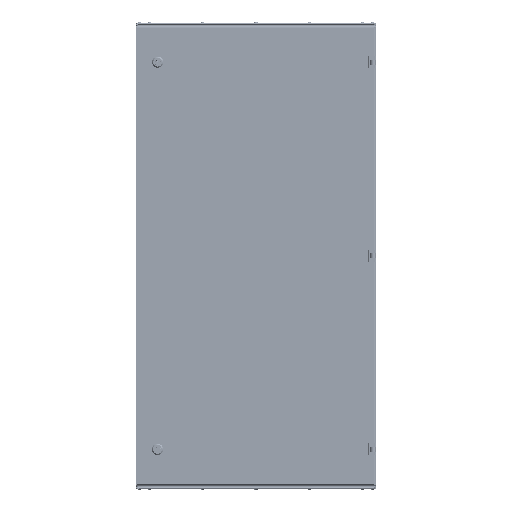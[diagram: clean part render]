
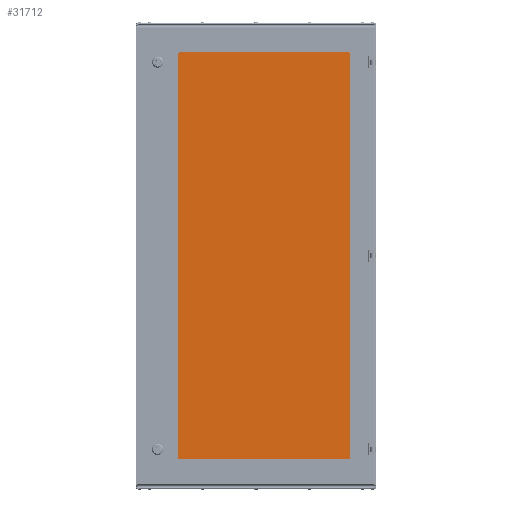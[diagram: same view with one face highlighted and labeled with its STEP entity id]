
A CAD part, top view. The second image highlights one B-rep face of the part: STEP entity #31712.
In plain terms, the highlighted planar face has unit normal (0, 0, 1).
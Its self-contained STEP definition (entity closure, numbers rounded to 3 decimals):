
#155 = VERTEX_POINT ( 'NONE', #86709 ) ;
#1580 = CARTESIAN_POINT ( 'NONE',  ( 217.75, -510.5, 4. ) ) ;
#4006 = AXIS2_PLACEMENT_3D ( 'NONE', #48645, #70231, #77391 ) ;
#5591 = EDGE_CURVE ( 'NONE', #34288, #26742, #19432, .T. ) ;
#5867 = DIRECTION ( 'NONE',  ( 0., 0., 1. ) ) ;
#6189 = PLANE ( 'NONE',  #80433 ) ;
#6282 = AXIS2_PLACEMENT_3D ( 'NONE', #10080, #37452, #17687 ) ;
#6331 = VERTEX_POINT ( 'NONE', #22370 ) ;
#7720 = VECTOR ( 'NONE', #46058, 1000. ) ;
#8967 = EDGE_CURVE ( 'NONE', #62946, #18585, #58255, .T. ) ;
#9997 = DIRECTION ( 'NONE',  ( -1., 0., 0. ) ) ;
#10080 = CARTESIAN_POINT ( 'NONE',  ( 217.75, 510.5, 4. ) ) ;
#11917 = ORIENTED_EDGE ( 'NONE', *, *, #23222, .T. ) ;
#12616 = DIRECTION ( 'NONE',  ( -1., 0., 0. ) ) ;
#13358 = CARTESIAN_POINT ( 'NONE',  ( 0., 0., 4. ) ) ;
#17687 = DIRECTION ( 'NONE',  ( -1., 0., 0. ) ) ;
#18585 = VERTEX_POINT ( 'NONE', #76194 ) ;
#18701 = CARTESIAN_POINT ( 'NONE',  ( -227.75, -520.5, 4. ) ) ;
#19152 = CIRCLE ( 'NONE', #6282, 10. ) ;
#19432 = CIRCLE ( 'NONE', #30913, 10. ) ;
#22370 = CARTESIAN_POINT ( 'NONE',  ( 217.75, 520.5, 4. ) ) ;
#22858 = EDGE_CURVE ( 'NONE', #45606, #6331, #19152, .T. ) ;
#23222 = EDGE_CURVE ( 'NONE', #26742, #45606, #66878, .T. ) ;
#24928 = CARTESIAN_POINT ( 'NONE',  ( -217.75, 520.5, 4. ) ) ;
#26424 = DIRECTION ( 'NONE',  ( 0., 1., 0. ) ) ;
#26742 = VERTEX_POINT ( 'NONE', #57370 ) ;
#26841 = DIRECTION ( 'NONE',  ( 0., 0., -1. ) ) ;
#27838 = CARTESIAN_POINT ( 'NONE',  ( -217.75, -510.5, 4. ) ) ;
#28820 = ORIENTED_EDGE ( 'NONE', *, *, #31782, .T. ) ;
#30194 = CARTESIAN_POINT ( 'NONE',  ( -227.75, 520.5, 4. ) ) ;
#30913 = AXIS2_PLACEMENT_3D ( 'NONE', #1580, #71201, #76592 ) ;
#31604 = ORIENTED_EDGE ( 'NONE', *, *, #22858, .T. ) ;
#31712 = ADVANCED_FACE ( 'NONE', ( #74880 ), #6189, .F. ) ;
#31782 = EDGE_CURVE ( 'NONE', #155, #34288, #78748, .T. ) ;
#33912 = CARTESIAN_POINT ( 'NONE',  ( -227.75, 510.5, 4. ) ) ;
#34288 = VERTEX_POINT ( 'NONE', #35904 ) ;
#34945 = VECTOR ( 'NONE', #9997, 1000. ) ;
#35904 = CARTESIAN_POINT ( 'NONE',  ( 217.75, -520.5, 4. ) ) ;
#36478 = EDGE_CURVE ( 'NONE', #6331, #57752, #58476, .T. ) ;
#37452 = DIRECTION ( 'NONE',  ( 0., 0., 1. ) ) ;
#40309 = CARTESIAN_POINT ( 'NONE',  ( 227.75, -520.5, 4. ) ) ;
#45606 = VERTEX_POINT ( 'NONE', #48426 ) ;
#46058 = DIRECTION ( 'NONE',  ( 0., -1., 0. ) ) ;
#48426 = CARTESIAN_POINT ( 'NONE',  ( 227.75, 510.5, 4. ) ) ;
#48645 = CARTESIAN_POINT ( 'NONE',  ( -217.75, 510.5, 4. ) ) ;
#49567 = EDGE_LOOP ( 'NONE', ( #28820, #84630, #11917, #31604, #81232, #68533, #51440, #67365 ) ) ;
#49807 = CIRCLE ( 'NONE', #4006, 10. ) ;
#51440 = ORIENTED_EDGE ( 'NONE', *, *, #8967, .T. ) ;
#55181 = AXIS2_PLACEMENT_3D ( 'NONE', #27838, #5867, #12616 ) ;
#57370 = CARTESIAN_POINT ( 'NONE',  ( 227.75, -510.5, 4. ) ) ;
#57752 = VERTEX_POINT ( 'NONE', #24928 ) ;
#58097 = CARTESIAN_POINT ( 'NONE',  ( -227.75, -520.5, 4. ) ) ;
#58120 = EDGE_CURVE ( 'NONE', #57752, #62946, #49807, .T. ) ;
#58255 = LINE ( 'NONE', #18701, #7720 ) ;
#58476 = LINE ( 'NONE', #30194, #34945 ) ;
#61805 = VECTOR ( 'NONE', #77418, 1000. ) ;
#62329 = VECTOR ( 'NONE', #26424, 1000. ) ;
#62946 = VERTEX_POINT ( 'NONE', #33912 ) ;
#66878 = LINE ( 'NONE', #40309, #62329 ) ;
#67365 = ORIENTED_EDGE ( 'NONE', *, *, #84085, .T. ) ;
#68150 = DIRECTION ( 'NONE',  ( -1., 0., 0. ) ) ;
#68533 = ORIENTED_EDGE ( 'NONE', *, *, #58120, .T. ) ;
#70231 = DIRECTION ( 'NONE',  ( 0., 0., 1. ) ) ;
#71201 = DIRECTION ( 'NONE',  ( 0., 0., 1. ) ) ;
#72456 = CIRCLE ( 'NONE', #55181, 10. ) ;
#74880 = FACE_OUTER_BOUND ( 'NONE', #49567, .T. ) ;
#76194 = CARTESIAN_POINT ( 'NONE',  ( -227.75, -510.5, 4. ) ) ;
#76592 = DIRECTION ( 'NONE',  ( -1., 0., 0. ) ) ;
#77391 = DIRECTION ( 'NONE',  ( -1., 0., 0. ) ) ;
#77418 = DIRECTION ( 'NONE',  ( 1., 0., 0. ) ) ;
#78748 = LINE ( 'NONE', #58097, #61805 ) ;
#80433 = AXIS2_PLACEMENT_3D ( 'NONE', #13358, #26841, #68150 ) ;
#81232 = ORIENTED_EDGE ( 'NONE', *, *, #36478, .T. ) ;
#84085 = EDGE_CURVE ( 'NONE', #18585, #155, #72456, .T. ) ;
#84630 = ORIENTED_EDGE ( 'NONE', *, *, #5591, .T. ) ;
#86709 = CARTESIAN_POINT ( 'NONE',  ( -217.75, -520.5, 4. ) ) ;
